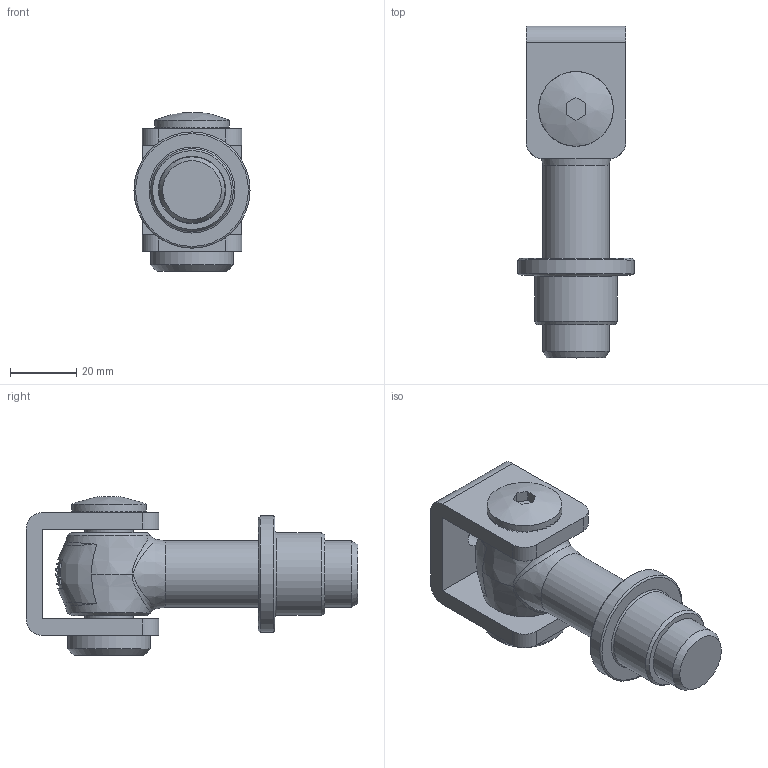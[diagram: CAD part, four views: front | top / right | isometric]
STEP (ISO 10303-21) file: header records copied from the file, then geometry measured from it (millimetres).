
FILE_DESCRIPTION(/* description */ ('120-M20 ZINCATO - CARDINE'),/* implementation_level */ '2;1');
FILE_NAME(/* name */ '10806505 001.stp',/* time_stamp */ '2023-01-17T17:24:13+01:00',/* author */ ('gcocco'),/* organization */ (''),/* preprocessor_version */ 'ST-DEVELOPER v17.2',/* originating_system */ 'Autodesk Inventor 2019',/* authorisation */ '');
FILE_SCHEMA (('AUTOMOTIVE_DESIGN { 1 0 10303 214 3 1 1 }'));
Length unit declared in the file: millimetre
Products named in the file (6): 10806505  001; 28305303  001; 21501002  001; 22501201; 27503109; 23100562
Assembly tree (5 placements, depth 2):
  10806505  001
    28305303  001
    21501002  001
    22501201
    27503109
    23100562
Bounding box: 35 x 100 x 47.82 mm (x, y, z)
Volume: 60645.7 mm3; surface area: 24311.6 mm2
Topology: 5 solids, 5 shells, 451 faces, 1236 edges, 821 vertices
Faces by surface type: plane 369, bspline 37, cylinder 30, cone 11, torus 3, sphere 1
Full cylindrical faces by diameter (mm): 6.647 x1, 8 x2, 9 x1, 14.5 x1, 14.85 x1, 15 x1, 17.294 x1, 20 x1, 22.5 x1, 24.9 x1, 25 x1, 35 x1
Entity records: 15776 total; most frequent: CARTESIAN_POINT 4236, ORIENTED_EDGE 2466, DIRECTION 2145, EDGE_CURVE 1233, LINE 923, VECTOR 923, VERTEX_POINT 821, AXIS2_PLACEMENT_3D 611
